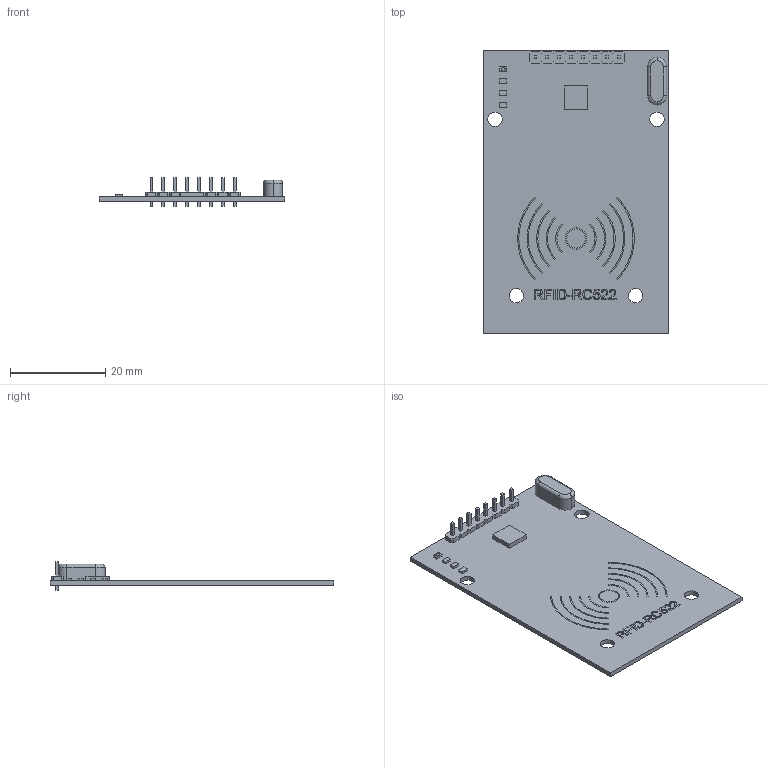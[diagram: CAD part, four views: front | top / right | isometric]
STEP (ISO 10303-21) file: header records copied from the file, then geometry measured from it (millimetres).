
FILE_DESCRIPTION (( 'STEP AP203' ), '1' );
FILE_NAME ('RFID-RC522 simple.STEP', '2024-08-21T16:55:09', ( '' ), ( '' ), 'SwSTEP 2.0', 'SolidWorks 2018', '' );
FILE_SCHEMA (( 'CONFIG_CONTROL_DESIGN' ));
Length unit declared in the file: millimetre
Products named in the file (1): RFID-RC522 simple
Bounding box: 39 x 59.5 x 6 mm (x, y, z)
Volume: 2502.5 mm3; surface area: 5095.2 mm2
Topology: 1 solids, 1 shells, 411 faces, 1050 edges, 698 vertices
Faces by surface type: plane 282, cylinder 66, bspline 59, torus 4
Entity records: 15609 total; most frequent: CARTESIAN_POINT 5795, ORIENTED_EDGE 2100, DIRECTION 1776, EDGE_CURVE 1050, VECTOR 794, LINE 794, VERTEX_POINT 698, AXIS2_PLACEMENT_3D 491
